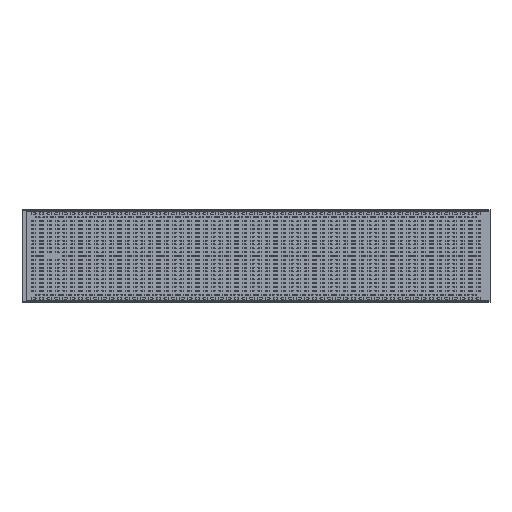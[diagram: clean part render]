
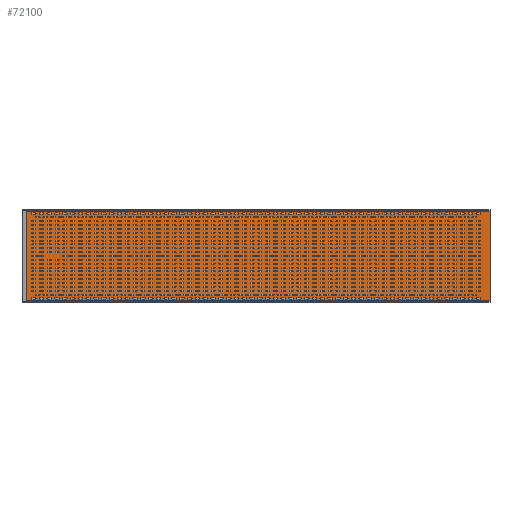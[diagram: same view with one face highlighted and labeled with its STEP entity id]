
A CAD part, top view. The second image highlights one B-rep face of the part: STEP entity #72100.
In plain terms, the highlighted planar face has unit normal (0, 0, 1).
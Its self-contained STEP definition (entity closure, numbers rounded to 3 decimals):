
#14906=FACE_OUTER_BOUND('',#17967,.T.);
#17967=EDGE_LOOP('',(#56854,#56855,#56856,#56857));
#21032=LINE('',#108235,#27032);
#21033=LINE('',#108237,#27033);
#21034=LINE('',#108239,#27034);
#21035=LINE('',#108240,#27035);
#27032=VECTOR('',#84189,1.);
#27033=VECTOR('',#84190,1.);
#27034=VECTOR('',#84191,1.);
#27035=VECTOR('',#84192,1.);
#33032=VERTEX_POINT('',#108233);
#33033=VERTEX_POINT('',#108234);
#33034=VERTEX_POINT('',#108236);
#33035=VERTEX_POINT('',#108238);
#44891=EDGE_CURVE('',#33032,#33033,#21032,.T.);
#44892=EDGE_CURVE('',#33033,#33034,#21033,.T.);
#44893=EDGE_CURVE('',#33034,#33035,#21034,.T.);
#44894=EDGE_CURVE('',#33032,#33035,#21035,.T.);
#56854=ORIENTED_EDGE('',*,*,#44891,.T.);
#56855=ORIENTED_EDGE('',*,*,#44892,.T.);
#56856=ORIENTED_EDGE('',*,*,#44893,.T.);
#56857=ORIENTED_EDGE('',*,*,#44894,.F.);
#69097=PLANE('',#75163);
#72100=ADVANCED_FACE('',(#14906),#69097,.T.);
#75163=AXIS2_PLACEMENT_3D('',#108232,#84187,#84188);
#84187=DIRECTION('center_axis',(0.,0.,1.));
#84188=DIRECTION('ref_axis',(1.,0.,0.));
#84189=DIRECTION('',(1.,0.,0.));
#84190=DIRECTION('',(0.,1.,0.));
#84191=DIRECTION('',(-1.,0.,0.));
#84192=DIRECTION('',(0.,1.,0.));
#108232=CARTESIAN_POINT('Origin',(1624.77,407.01,-37.6));
#108233=CARTESIAN_POINT('',(140.76,109.91,-37.6));
#108234=CARTESIAN_POINT('',(3139.77,109.91,-37.6));
#108235=CARTESIAN_POINT('',(3107.543,109.91,-37.6));
#108236=CARTESIAN_POINT('',(3139.77,704.11,-37.6));
#108237=CARTESIAN_POINT('',(3139.77,109.91,-37.6));
#108238=CARTESIAN_POINT('',(140.76,704.11,-37.6));
#108239=CARTESIAN_POINT('',(3139.77,704.11,-37.6));
#108240=CARTESIAN_POINT('',(140.76,407.01,-37.6));
